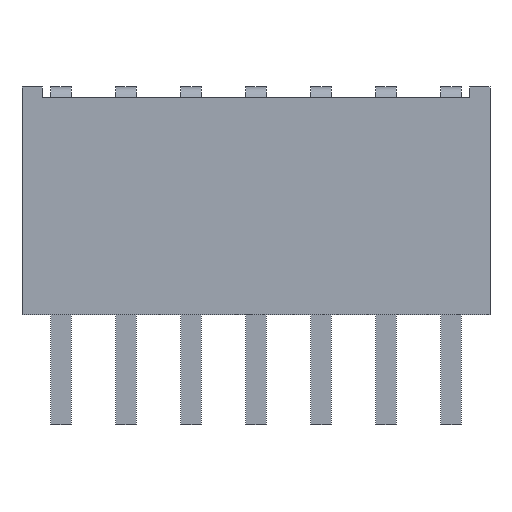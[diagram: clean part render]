
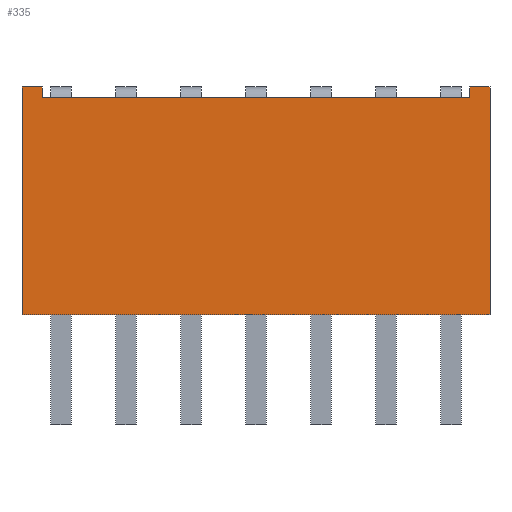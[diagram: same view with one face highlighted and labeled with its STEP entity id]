
A CAD part, front view. The second image highlights one B-rep face of the part: STEP entity #335.
In plain terms, the highlighted face is planar.
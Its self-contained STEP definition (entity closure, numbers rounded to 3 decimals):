
#335 = ADVANCED_FACE('',(#336),#402,.F.);
#336 = FACE_BOUND('',#337,.T.);
#337 = EDGE_LOOP('',(#338,#348,#356,#364,#372,#380,#388,#396));
#338 = ORIENTED_EDGE('',*,*,#339,.F.);
#339 = EDGE_CURVE('',#340,#342,#344,.T.);
#340 = VERTEX_POINT('',#341);
#341 = CARTESIAN_POINT('',(-8.357,0.,-2.54));
#342 = VERTEX_POINT('',#343);
#343 = CARTESIAN_POINT('',(-8.357,0.406,-2.54));
#344 = LINE('',#345,#346);
#345 = CARTESIAN_POINT('',(-8.357,8.89,-2.54));
#346 = VECTOR('',#347,1.);
#347 = DIRECTION('',(0.,1.,0.));
#348 = ORIENTED_EDGE('',*,*,#349,.T.);
#349 = EDGE_CURVE('',#340,#350,#352,.T.);
#350 = VERTEX_POINT('',#351);
#351 = CARTESIAN_POINT('',(-9.144,0.,-2.54));
#352 = LINE('',#353,#354);
#353 = CARTESIAN_POINT('',(9.144,0.,-2.54));
#354 = VECTOR('',#355,1.);
#355 = DIRECTION('',(-1.,0.,0.));
#356 = ORIENTED_EDGE('',*,*,#357,.F.);
#357 = EDGE_CURVE('',#358,#350,#360,.T.);
#358 = VERTEX_POINT('',#359);
#359 = CARTESIAN_POINT('',(-9.144,8.89,-2.54));
#360 = LINE('',#361,#362);
#361 = CARTESIAN_POINT('',(-9.144,8.89,-2.54));
#362 = VECTOR('',#363,1.);
#363 = DIRECTION('',(0.,-1.,0.));
#364 = ORIENTED_EDGE('',*,*,#365,.F.);
#365 = EDGE_CURVE('',#366,#358,#368,.T.);
#366 = VERTEX_POINT('',#367);
#367 = CARTESIAN_POINT('',(9.144,8.89,-2.54));
#368 = LINE('',#369,#370);
#369 = CARTESIAN_POINT('',(9.144,8.89,-2.54));
#370 = VECTOR('',#371,1.);
#371 = DIRECTION('',(-1.,0.,0.));
#372 = ORIENTED_EDGE('',*,*,#373,.T.);
#373 = EDGE_CURVE('',#366,#374,#376,.T.);
#374 = VERTEX_POINT('',#375);
#375 = CARTESIAN_POINT('',(9.144,0.,-2.54));
#376 = LINE('',#377,#378);
#377 = CARTESIAN_POINT('',(9.144,8.89,-2.54));
#378 = VECTOR('',#379,1.);
#379 = DIRECTION('',(0.,-1.,0.));
#380 = ORIENTED_EDGE('',*,*,#381,.T.);
#381 = EDGE_CURVE('',#374,#382,#384,.T.);
#382 = VERTEX_POINT('',#383);
#383 = CARTESIAN_POINT('',(8.357,0.,-2.54));
#384 = LINE('',#385,#386);
#385 = CARTESIAN_POINT('',(9.144,0.,-2.54));
#386 = VECTOR('',#387,1.);
#387 = DIRECTION('',(-1.,0.,0.));
#388 = ORIENTED_EDGE('',*,*,#389,.F.);
#389 = EDGE_CURVE('',#390,#382,#392,.T.);
#390 = VERTEX_POINT('',#391);
#391 = CARTESIAN_POINT('',(8.357,0.406,-2.54));
#392 = LINE('',#393,#394);
#393 = CARTESIAN_POINT('',(8.357,8.89,-2.54));
#394 = VECTOR('',#395,1.);
#395 = DIRECTION('',(0.,-1.,0.));
#396 = ORIENTED_EDGE('',*,*,#397,.F.);
#397 = EDGE_CURVE('',#342,#390,#398,.T.);
#398 = LINE('',#399,#400);
#399 = CARTESIAN_POINT('',(9.144,0.406,-2.54));
#400 = VECTOR('',#401,1.);
#401 = DIRECTION('',(1.,0.,0.));
#402 = PLANE('',#403);
#403 = AXIS2_PLACEMENT_3D('',#404,#405,#406);
#404 = CARTESIAN_POINT('',(9.144,8.89,-2.54));
#405 = DIRECTION('',(0.,0.,1.));
#406 = DIRECTION('',(1.,0.,-0.));
